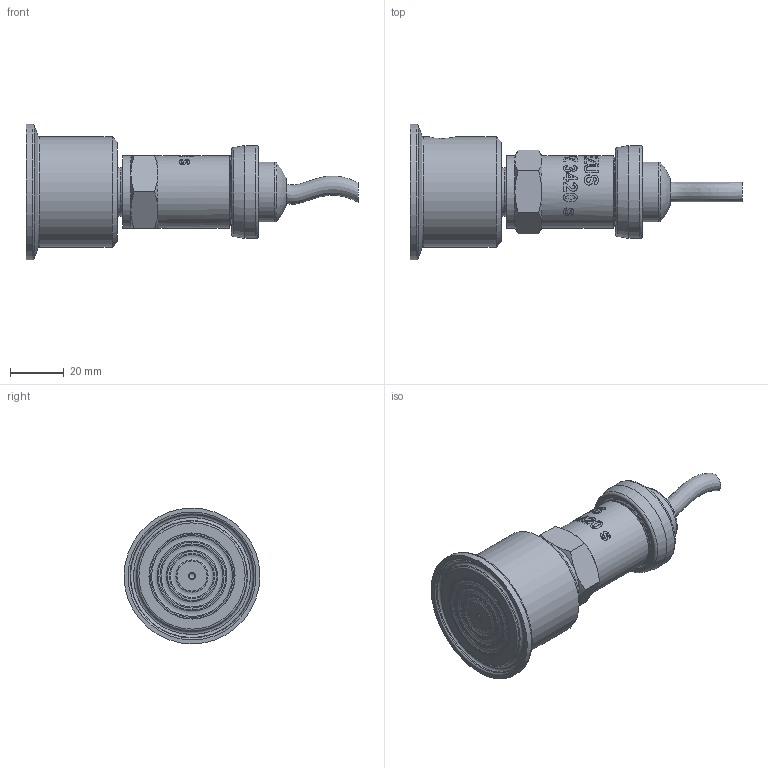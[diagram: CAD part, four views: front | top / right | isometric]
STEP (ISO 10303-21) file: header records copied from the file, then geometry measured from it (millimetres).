
FILE_DESCRIPTION(/* description */ (''),/* implementation_level */ '2;1');
FILE_NAME(/* name */ 'APZ3420s_ClampDN1-1''2_5.step',/* time_stamp */ '2021-07-08T14:20:37+03:00',/* author */ (''),/* organization */ (''),/* preprocessor_version */ 'ST-DEVELOPER v18.1',/* originating_system */ 'Autodesk Translation Framework v10.9.0.1377',/* authorisation */ '');
FILE_SCHEMA (('AUTOMOTIVE_DESIGN { 1 0 10303 214 3 1 1 }'));
Length unit declared in the file: millimetre
Products named in the file (7): АПЗ 3420S заполненная; Stainless steel cable gland assembly; Stainless steel cable gland; Stainless steel cable gland nut; wire; G1\2EN; Clamp DN1-1'2 diaphragm 32 v9
Assembly tree (5 placements, depth 3):
  АПЗ 3420S заполненная
    Stainless steel cable gland assembly
      Stainless steel cable gland
      Stainless steel cable gland nut
      wire
    G1\2EN
  Clamp DN1-1'2 diaphragm 32 v9
Bounding box: 123.4 x 50.5 x 50.5 mm (x, y, z)
Volume: 80705.3 mm3; surface area: 24972.8 mm2
Topology: 6 solids, 6 shells, 477 faces, 1232 edges, 811 vertices
Faces by surface type: bspline 273, cylinder 87, plane 61, cone 30, torus 24, sphere 2
Full cylindrical faces by diameter (mm): 2 x1, 3 x1, 3.3 x1, 5 x1, 6 x3, 7.2 x1, 13 x1, 16.7 x1, 17.5 x1, 18 x1, 18.631 x7, 20.955 x7, 21.4 x1, 22 x1, 22.3 x2, 22.4 x1, 24.5 x1, 25.132 x4, 25.526 x2, 26.85 x4, 27 x1, 27.208 x3, 27.7 x1, 31.8 x1, 32 x1, 34.5 x1, 41 x1, 50.5 x1
Entity records: 30774 total; most frequent: CARTESIAN_POINT 20875, ORIENTED_EDGE 2464, EDGE_CURVE 1232, DIRECTION 1186, VERTEX_POINT 811, B_SPLINE_CURVE_WITH_KNOTS 638, EDGE_LOOP 527, FACE_OUTER_BOUND 477
